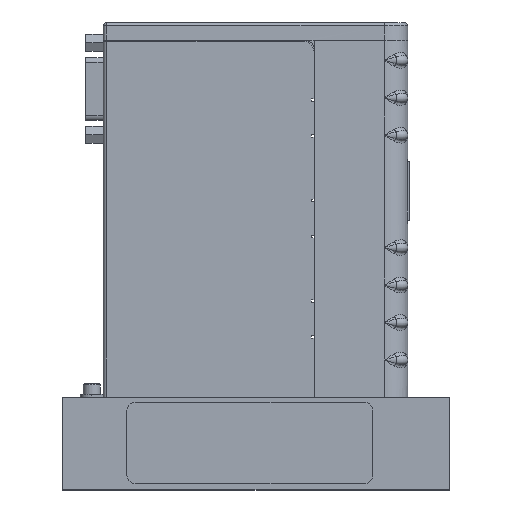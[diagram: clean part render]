
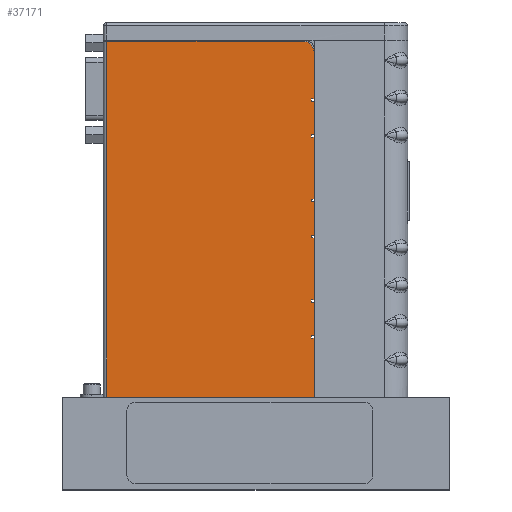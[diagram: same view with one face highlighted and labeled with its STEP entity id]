
A CAD part, top view. The second image highlights one B-rep face of the part: STEP entity #37171.
In plain terms, the highlighted planar face has unit normal (0, 0, 1).
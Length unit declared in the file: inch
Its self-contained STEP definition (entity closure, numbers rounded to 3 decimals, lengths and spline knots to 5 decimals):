
#34454=DIRECTION('',(1.,0.,0.));
#34455=VECTOR('',#34454,2.216);
#34456=CARTESIAN_POINT('',(0.034,0.,0.5625));
#34457=LINE('',#34456,#34455);
#34811=DIRECTION('',(0.,-1.,0.));
#34812=VECTOR('',#34811,0.03);
#34813=CARTESIAN_POINT('',(2.22,0.66,0.5625));
#34814=LINE('',#34813,#34812);
#34815=DIRECTION('',(-1.,0.,0.));
#34816=VECTOR('',#34815,0.03);
#34817=CARTESIAN_POINT('',(2.25,0.63,0.5625));
#34818=LINE('',#34817,#34816);
#34819=DIRECTION('',(-1.,0.,0.));
#34820=VECTOR('',#34819,0.03);
#34821=CARTESIAN_POINT('',(2.25,3.185,0.5625));
#34822=LINE('',#34821,#34820);
#34823=DIRECTION('',(0.,-1.,0.));
#34824=VECTOR('',#34823,0.03);
#34825=CARTESIAN_POINT('',(2.22,3.185,0.5625));
#34826=LINE('',#34825,#34824);
#34827=DIRECTION('',(-1.,0.,0.));
#34828=VECTOR('',#34827,0.03);
#34829=CARTESIAN_POINT('',(2.25,3.155,0.5625));
#34830=LINE('',#34829,#34828);
#34831=DIRECTION('',(-1.,0.,0.));
#34832=VECTOR('',#34831,0.03);
#34833=CARTESIAN_POINT('',(2.25,2.805,0.5625));
#34834=LINE('',#34833,#34832);
#34835=DIRECTION('',(0.,-1.,0.));
#34836=VECTOR('',#34835,0.03);
#34837=CARTESIAN_POINT('',(2.22,2.805,0.5625));
#34838=LINE('',#34837,#34836);
#34839=DIRECTION('',(-1.,0.,0.));
#34840=VECTOR('',#34839,0.03);
#34841=CARTESIAN_POINT('',(2.25,2.775,0.5625));
#34842=LINE('',#34841,#34840);
#34843=DIRECTION('',(-1.,0.,0.));
#34844=VECTOR('',#34843,0.03);
#34845=CARTESIAN_POINT('',(2.25,2.115,0.5625));
#34846=LINE('',#34845,#34844);
#34847=DIRECTION('',(0.,-1.,0.));
#34848=VECTOR('',#34847,0.03);
#34849=CARTESIAN_POINT('',(2.22,2.115,0.5625));
#34850=LINE('',#34849,#34848);
#34851=DIRECTION('',(-1.,0.,0.));
#34852=VECTOR('',#34851,0.03);
#34853=CARTESIAN_POINT('',(2.25,2.085,0.5625));
#34854=LINE('',#34853,#34852);
#34855=DIRECTION('',(-1.,0.,0.));
#34856=VECTOR('',#34855,0.03);
#34857=CARTESIAN_POINT('',(2.25,1.73,0.5625));
#34858=LINE('',#34857,#34856);
#34859=DIRECTION('',(0.,-1.,0.));
#34860=VECTOR('',#34859,0.03);
#34861=CARTESIAN_POINT('',(2.22,1.73,0.5625));
#34862=LINE('',#34861,#34860);
#34863=DIRECTION('',(-1.,0.,0.));
#34864=VECTOR('',#34863,0.03);
#34865=CARTESIAN_POINT('',(2.25,1.7,0.5625));
#34866=LINE('',#34865,#34864);
#34867=DIRECTION('',(-1.,0.,0.));
#34868=VECTOR('',#34867,0.03);
#34869=CARTESIAN_POINT('',(2.25,1.04,0.5625));
#34870=LINE('',#34869,#34868);
#34871=DIRECTION('',(0.,-1.,0.));
#34872=VECTOR('',#34871,0.03);
#34873=CARTESIAN_POINT('',(2.22,1.04,0.5625));
#34874=LINE('',#34873,#34872);
#34875=DIRECTION('',(-1.,0.,0.));
#34876=VECTOR('',#34875,0.03);
#34877=CARTESIAN_POINT('',(2.25,1.01,0.5625));
#34878=LINE('',#34877,#34876);
#34879=DIRECTION('',(-1.,0.,0.));
#34880=VECTOR('',#34879,0.03);
#34881=CARTESIAN_POINT('',(2.25,0.66,0.5625));
#34882=LINE('',#34881,#34880);
#34895=DIRECTION('',(0.,1.,0.));
#34896=VECTOR('',#34895,0.63);
#34897=CARTESIAN_POINT('',(2.25,0.,0.5625));
#34898=LINE('',#34897,#34896);
#34903=DIRECTION('',(0.,1.,0.));
#34904=VECTOR('',#34903,0.66);
#34905=CARTESIAN_POINT('',(2.25,1.04,0.5625));
#34906=LINE('',#34905,#34904);
#34915=DIRECTION('',(0.,1.,0.));
#34916=VECTOR('',#34915,0.66);
#34917=CARTESIAN_POINT('',(2.25,2.115,0.5625));
#34918=LINE('',#34917,#34916);
#34927=DIRECTION('',(0.,1.,0.));
#34928=VECTOR('',#34927,0.49);
#34929=CARTESIAN_POINT('',(2.25,3.185,0.5625));
#34930=LINE('',#34929,#34928);
#34935=DIRECTION('',(0.,1.,0.));
#34936=VECTOR('',#34935,0.35);
#34937=CARTESIAN_POINT('',(2.25,2.805,0.5625));
#34938=LINE('',#34937,#34936);
#34947=DIRECTION('',(0.,1.,0.));
#34948=VECTOR('',#34947,0.355);
#34949=CARTESIAN_POINT('',(2.25,1.73,0.5625));
#34950=LINE('',#34949,#34948);
#34959=DIRECTION('',(0.,1.,0.));
#34960=VECTOR('',#34959,0.35);
#34961=CARTESIAN_POINT('',(2.25,0.66,0.5625));
#34962=LINE('',#34961,#34960);
#35813=DIRECTION('',(1.,0.,0.));
#35814=VECTOR('',#35813,2.091);
#35815=CARTESIAN_POINT('',(0.034,3.8,0.5625));
#35816=LINE('',#35815,#35814);
#36037=CARTESIAN_POINT('',(2.125,3.675,0.5625));
#36038=DIRECTION('',(0.,0.,1.));
#36039=DIRECTION('',(1.,0.,0.));
#36040=AXIS2_PLACEMENT_3D('',#36037,#36038,#36039);
#36060=DIRECTION('',(0.,-1.,0.));
#36061=VECTOR('',#36060,3.8);
#36062=CARTESIAN_POINT('',(0.034,3.8,0.5625));
#36063=LINE('',#36062,#36061);
#36125=CARTESIAN_POINT('',(2.25,0.,0.5625));
#36127=VERTEX_POINT('',#36125);
#36193=CARTESIAN_POINT('',(0.034,3.8,0.5625));
#36194=VERTEX_POINT('',#36193);
#36195=CARTESIAN_POINT('',(0.034,0.,0.5625));
#36196=VERTEX_POINT('',#36195);
#36393=CARTESIAN_POINT('',(2.25,3.675,0.5625));
#36395=VERTEX_POINT('',#36393);
#36397=CARTESIAN_POINT('',(2.125,3.8,0.5625));
#36398=VERTEX_POINT('',#36397);
#36401=CARTESIAN_POINT('',(2.22,0.66,0.5625));
#36402=CARTESIAN_POINT('',(2.22,0.63,0.5625));
#36403=VERTEX_POINT('',#36401);
#36404=VERTEX_POINT('',#36402);
#36405=CARTESIAN_POINT('',(2.25,0.63,0.5625));
#36406=VERTEX_POINT('',#36405);
#36407=CARTESIAN_POINT('',(2.25,0.66,0.5625));
#36408=VERTEX_POINT('',#36407);
#36409=CARTESIAN_POINT('',(2.22,1.04,0.5625));
#36410=CARTESIAN_POINT('',(2.22,1.01,0.5625));
#36411=VERTEX_POINT('',#36409);
#36412=VERTEX_POINT('',#36410);
#36413=CARTESIAN_POINT('',(2.25,1.01,0.5625));
#36414=VERTEX_POINT('',#36413);
#36415=CARTESIAN_POINT('',(2.25,1.04,0.5625));
#36416=VERTEX_POINT('',#36415);
#36417=CARTESIAN_POINT('',(2.22,1.73,0.5625));
#36418=CARTESIAN_POINT('',(2.22,1.7,0.5625));
#36419=VERTEX_POINT('',#36417);
#36420=VERTEX_POINT('',#36418);
#36421=CARTESIAN_POINT('',(2.25,1.7,0.5625));
#36422=VERTEX_POINT('',#36421);
#36423=CARTESIAN_POINT('',(2.25,1.73,0.5625));
#36424=VERTEX_POINT('',#36423);
#36425=CARTESIAN_POINT('',(2.22,2.115,0.5625));
#36426=CARTESIAN_POINT('',(2.22,2.085,0.5625));
#36427=VERTEX_POINT('',#36425);
#36428=VERTEX_POINT('',#36426);
#36429=CARTESIAN_POINT('',(2.25,2.085,0.5625));
#36430=VERTEX_POINT('',#36429);
#36431=CARTESIAN_POINT('',(2.25,2.115,0.5625));
#36432=VERTEX_POINT('',#36431);
#36433=CARTESIAN_POINT('',(2.22,3.185,0.5625));
#36434=CARTESIAN_POINT('',(2.22,3.155,0.5625));
#36435=VERTEX_POINT('',#36433);
#36436=VERTEX_POINT('',#36434);
#36437=CARTESIAN_POINT('',(2.25,3.155,0.5625));
#36438=VERTEX_POINT('',#36437);
#36439=CARTESIAN_POINT('',(2.25,3.185,0.5625));
#36440=VERTEX_POINT('',#36439);
#36441=CARTESIAN_POINT('',(2.22,2.805,0.5625));
#36442=CARTESIAN_POINT('',(2.22,2.775,0.5625));
#36443=VERTEX_POINT('',#36441);
#36444=VERTEX_POINT('',#36442);
#36445=CARTESIAN_POINT('',(2.25,2.775,0.5625));
#36446=VERTEX_POINT('',#36445);
#36447=CARTESIAN_POINT('',(2.25,2.805,0.5625));
#36448=VERTEX_POINT('',#36447);
#37108=CARTESIAN_POINT('',(0.,0.,0.5625));
#37109=DIRECTION('',(0.,0.,1.));
#37110=DIRECTION('',(1.,0.,0.));
#37111=AXIS2_PLACEMENT_3D('',#37108,#37109,#37110);
#37112=PLANE('',#37111);
#37113=ORIENTED_EDGE('',*,*,#37082,.T.);
#37115=ORIENTED_EDGE('',*,*,#37114,.F.);
#37117=ORIENTED_EDGE('',*,*,#37116,.F.);
#37118=ORIENTED_EDGE('',*,*,#36722,.F.);
#37120=ORIENTED_EDGE('',*,*,#37119,.F.);
#37122=ORIENTED_EDGE('',*,*,#37121,.T.);
#37124=ORIENTED_EDGE('',*,*,#37123,.F.);
#37126=ORIENTED_EDGE('',*,*,#37125,.F.);
#37128=ORIENTED_EDGE('',*,*,#37127,.T.);
#37130=ORIENTED_EDGE('',*,*,#37129,.T.);
#37132=ORIENTED_EDGE('',*,*,#37131,.F.);
#37134=ORIENTED_EDGE('',*,*,#37133,.F.);
#37136=ORIENTED_EDGE('',*,*,#37135,.T.);
#37138=ORIENTED_EDGE('',*,*,#37137,.T.);
#37140=ORIENTED_EDGE('',*,*,#37139,.F.);
#37142=ORIENTED_EDGE('',*,*,#37141,.F.);
#37144=ORIENTED_EDGE('',*,*,#37143,.T.);
#37146=ORIENTED_EDGE('',*,*,#37145,.T.);
#37148=ORIENTED_EDGE('',*,*,#37147,.F.);
#37150=ORIENTED_EDGE('',*,*,#37149,.F.);
#37152=ORIENTED_EDGE('',*,*,#37151,.T.);
#37154=ORIENTED_EDGE('',*,*,#37153,.T.);
#37156=ORIENTED_EDGE('',*,*,#37155,.F.);
#37158=ORIENTED_EDGE('',*,*,#37157,.F.);
#37160=ORIENTED_EDGE('',*,*,#37159,.T.);
#37162=ORIENTED_EDGE('',*,*,#37161,.T.);
#37164=ORIENTED_EDGE('',*,*,#37163,.F.);
#37166=ORIENTED_EDGE('',*,*,#37165,.F.);
#37168=ORIENTED_EDGE('',*,*,#37167,.T.);
#37169=EDGE_LOOP('',(#37113,#37115,#37117,#37118,#37120,#37122,#37124,#37126,
#37128,#37130,#37132,#37134,#37136,#37138,#37140,#37142,#37144,#37146,#37148,
#37150,#37152,#37154,#37156,#37158,#37160,#37162,#37164,#37166,#37168));
#37170=FACE_OUTER_BOUND('',#37169,.F.);
#37171=ADVANCED_FACE('',(#37170),#37112,.T.);
#36041=CIRCLE('',#36040,0.125);
#36722=EDGE_CURVE('',#36196,#36127,#34457,.T.);
#37082=EDGE_CURVE('',#36403,#36404,#34814,.T.);
#37114=EDGE_CURVE('',#36406,#36404,#34818,.T.);
#37116=EDGE_CURVE('',#36127,#36406,#34898,.T.);
#37119=EDGE_CURVE('',#36194,#36196,#36063,.T.);
#37121=EDGE_CURVE('',#36194,#36398,#35816,.T.);
#37123=EDGE_CURVE('',#36395,#36398,#36041,.T.);
#37125=EDGE_CURVE('',#36440,#36395,#34930,.T.);
#37127=EDGE_CURVE('',#36440,#36435,#34822,.T.);
#37129=EDGE_CURVE('',#36435,#36436,#34826,.T.);
#37131=EDGE_CURVE('',#36438,#36436,#34830,.T.);
#37133=EDGE_CURVE('',#36448,#36438,#34938,.T.);
#37135=EDGE_CURVE('',#36448,#36443,#34834,.T.);
#37137=EDGE_CURVE('',#36443,#36444,#34838,.T.);
#37139=EDGE_CURVE('',#36446,#36444,#34842,.T.);
#37141=EDGE_CURVE('',#36432,#36446,#34918,.T.);
#37143=EDGE_CURVE('',#36432,#36427,#34846,.T.);
#37145=EDGE_CURVE('',#36427,#36428,#34850,.T.);
#37147=EDGE_CURVE('',#36430,#36428,#34854,.T.);
#37149=EDGE_CURVE('',#36424,#36430,#34950,.T.);
#37151=EDGE_CURVE('',#36424,#36419,#34858,.T.);
#37153=EDGE_CURVE('',#36419,#36420,#34862,.T.);
#37155=EDGE_CURVE('',#36422,#36420,#34866,.T.);
#37157=EDGE_CURVE('',#36416,#36422,#34906,.T.);
#37159=EDGE_CURVE('',#36416,#36411,#34870,.T.);
#37161=EDGE_CURVE('',#36411,#36412,#34874,.T.);
#37163=EDGE_CURVE('',#36414,#36412,#34878,.T.);
#37165=EDGE_CURVE('',#36408,#36414,#34962,.T.);
#37167=EDGE_CURVE('',#36408,#36403,#34882,.T.);
